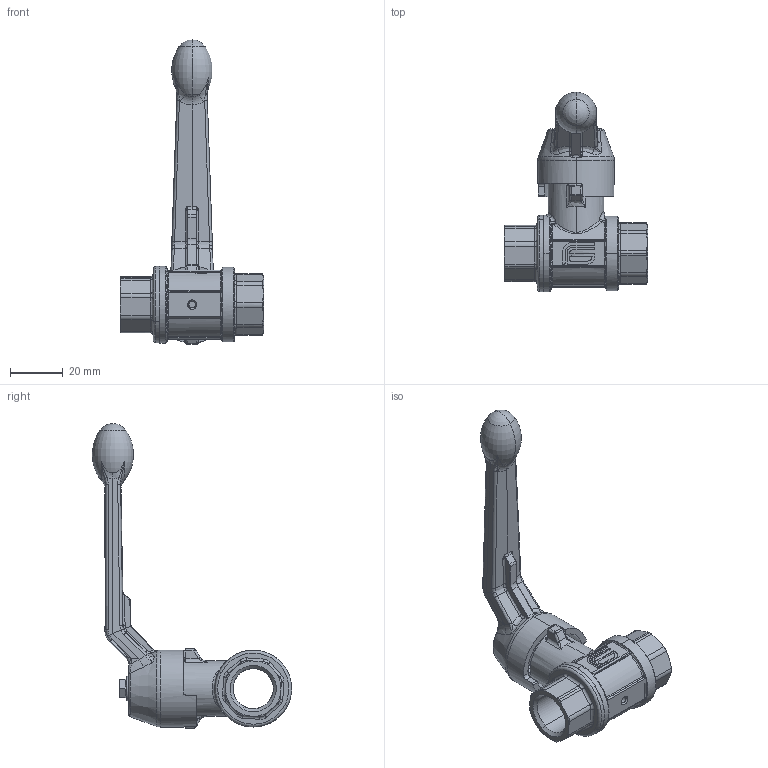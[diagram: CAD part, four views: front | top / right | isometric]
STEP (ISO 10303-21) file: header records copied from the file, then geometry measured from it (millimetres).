
FILE_DESCRIPTION (( 'STEP AP214' ), '1' );
FILE_NAME ('2351N203.STEP', '2021-03-08T11:58:01', ( '' ), ( '' ), 'SwSTEP 2.0', 'SolidWorks 2021', '' );
FILE_SCHEMA (( 'AUTOMOTIVE_DESIGN' ));
Length unit declared in the file: millimetre
Products named in the file (1): 2351N203
Bounding box: 54.3 x 75.25 x 115.03 mm (x, y, z)
Surface area: 15102.4 mm2 (no closed solid volume)
Topology: 0 solids, 22 shells, 573 faces, 1572 edges, 994 vertices
Faces by surface type: bspline 184, plane 158, cylinder 118, cone 60, torus 31, sphere 22
Entity records: 26394 total; most frequent: CARTESIAN_POINT 16292, ORIENTED_EDGE 2792, EDGE_CURVE 1543, B_SPLINE_CURVE_WITH_KNOTS 1425, VERTEX_POINT 995, DIRECTION 766, EDGE_LOOP 581, ADVANCED_FACE 566
